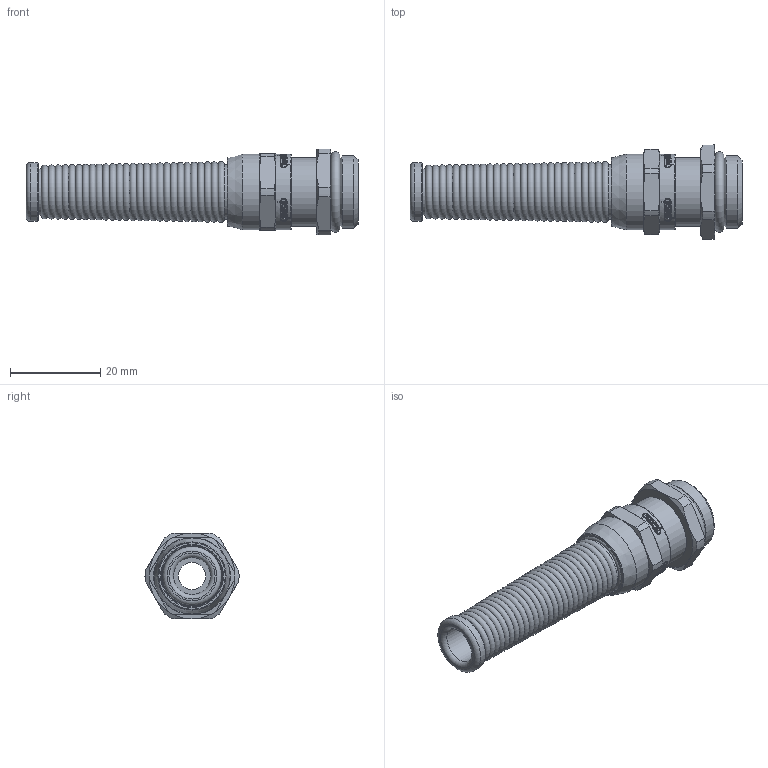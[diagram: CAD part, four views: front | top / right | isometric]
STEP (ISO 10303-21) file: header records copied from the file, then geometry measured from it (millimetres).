
FILE_DESCRIPTION(/* description */ ('HSK-M-Flex Metr.-Cable glands for special applications'),/* implementation_level */ '2;1');
FILE_NAME(/* name */ 'HU1623160051.stp',/* time_stamp */ '2021-10-12T13:17:56+02:00',/* author */ ('sl'),/* organization */ ('HUMMEL'),/* preprocessor_version */ 'ST-DEVELOPER v16.5',/* originating_system */ 'Autodesk Inventor 2017',/* authorisation */ '');
FILE_SCHEMA (('AUTOMOTIVE_DESIGN { 1 0 10303 214 3 1 1 }'));
Length unit declared in the file: millimetre
Products named in the file (8): HSK-M-Flex 1.623.1600.51; HSK-M-Flex 1.623.1600.51-Gland; HSK-M-Flex 1.623.1600.51-Clamping insert; HSK-M-Flex 1.623.1600.51-Sealing insert; HSK-M-Flex 1.623.1600.51-O-Ring; HSK-M-Flex 1.623.1600.51-Nut; HSK-M-Flex 1.623.1600.51-Feather; HSK-M-Flex 1.623.1600.51-Cover
Assembly tree (7 placements, depth 2):
  HSK-M-Flex 1.623.1600.51
    HSK-M-Flex 1.623.1600.51-Gland
    HSK-M-Flex 1.623.1600.51-Clamping insert
    HSK-M-Flex 1.623.1600.51-Sealing insert
    HSK-M-Flex 1.623.1600.51-O-Ring
    HSK-M-Flex 1.623.1600.51-Nut
    HSK-M-Flex 1.623.1600.51-Feather
    HSK-M-Flex 1.623.1600.51-Cover
Bounding box: 73.44 x 20.79 x 19 mm (x, y, z)
Volume: 7137.1 mm3; surface area: 11437.5 mm2
Topology: 7 solids, 7 shells, 472 faces, 1197 edges, 775 vertices
Faces by surface type: plane 326, cylinder 74, torus 38, cone 34
Full cylindrical faces by diameter (mm): 6 x1, 8.2 x3, 10.1 x2, 11.5 x2, 12 x2, 12.2 x1, 12.8 x2, 13 x1, 13.8 x1, 13.86 x1, 13.9 x1, 14.53 x1, 15.2 x1, 16 x1, 16.8 x2
Entity records: 14596 total; most frequent: CARTESIAN_POINT 3058, DIRECTION 2460, ORIENTED_EDGE 2242, EDGE_CURVE 1121, AXIS2_PLACEMENT_3D 926, VERTEX_POINT 774, LINE 608, VECTOR 608
